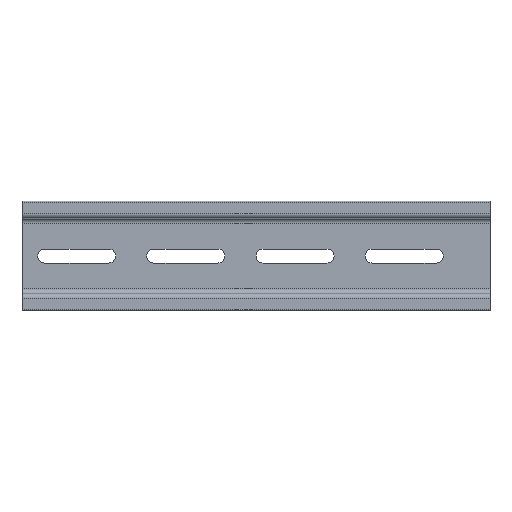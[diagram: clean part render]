
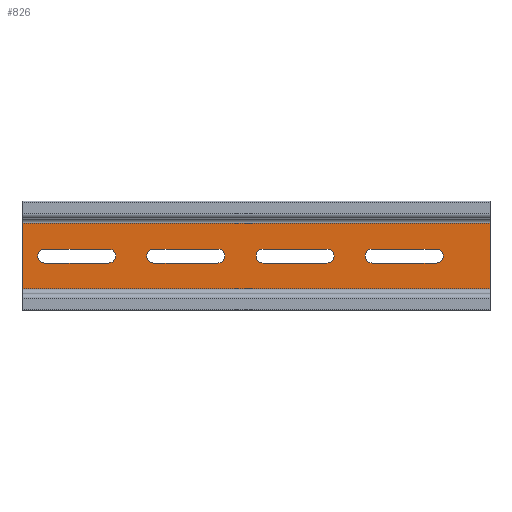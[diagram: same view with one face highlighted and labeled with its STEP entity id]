
A CAD part, top view. The second image highlights one B-rep face of the part: STEP entity #826.
In plain terms, the highlighted planar face has unit normal (0, 0, 1).
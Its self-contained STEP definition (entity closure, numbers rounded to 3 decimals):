
#44=CIRCLE('',#906,2.25);
#45=CIRCLE('',#907,2.25);
#46=CIRCLE('',#908,2.25);
#47=CIRCLE('',#909,2.25);
#48=CIRCLE('',#910,2.25);
#49=CIRCLE('',#911,2.25);
#50=CIRCLE('',#912,2.25);
#51=CIRCLE('',#913,2.25);
#170=ORIENTED_EDGE('',*,*,#391,.F.);
#171=ORIENTED_EDGE('',*,*,#392,.F.);
#172=ORIENTED_EDGE('',*,*,#393,.F.);
#173=ORIENTED_EDGE('',*,*,#394,.F.);
#174=ORIENTED_EDGE('',*,*,#395,.F.);
#175=ORIENTED_EDGE('',*,*,#396,.F.);
#176=ORIENTED_EDGE('',*,*,#397,.F.);
#177=ORIENTED_EDGE('',*,*,#398,.F.);
#178=ORIENTED_EDGE('',*,*,#399,.F.);
#179=ORIENTED_EDGE('',*,*,#400,.F.);
#180=ORIENTED_EDGE('',*,*,#401,.F.);
#181=ORIENTED_EDGE('',*,*,#402,.F.);
#182=ORIENTED_EDGE('',*,*,#403,.F.);
#183=ORIENTED_EDGE('',*,*,#404,.F.);
#184=ORIENTED_EDGE('',*,*,#405,.F.);
#185=ORIENTED_EDGE('',*,*,#406,.F.);
#186=ORIENTED_EDGE('',*,*,#407,.T.);
#187=ORIENTED_EDGE('',*,*,#408,.F.);
#188=ORIENTED_EDGE('',*,*,#409,.F.);
#189=ORIENTED_EDGE('',*,*,#389,.T.);
#389=EDGE_CURVE('',#491,#490,#566,.T.);
#391=EDGE_CURVE('',#492,#493,#567,.T.);
#392=EDGE_CURVE('',#494,#492,#44,.T.);
#393=EDGE_CURVE('',#495,#494,#568,.T.);
#394=EDGE_CURVE('',#493,#495,#45,.T.);
#395=EDGE_CURVE('',#496,#497,#569,.T.);
#396=EDGE_CURVE('',#498,#496,#46,.T.);
#397=EDGE_CURVE('',#499,#498,#570,.T.);
#398=EDGE_CURVE('',#497,#499,#47,.T.);
#399=EDGE_CURVE('',#500,#501,#571,.T.);
#400=EDGE_CURVE('',#502,#500,#48,.T.);
#401=EDGE_CURVE('',#503,#502,#572,.T.);
#402=EDGE_CURVE('',#501,#503,#49,.T.);
#403=EDGE_CURVE('',#504,#505,#573,.T.);
#404=EDGE_CURVE('',#506,#504,#50,.T.);
#405=EDGE_CURVE('',#507,#506,#574,.T.);
#406=EDGE_CURVE('',#505,#507,#51,.T.);
#407=EDGE_CURVE('',#490,#508,#575,.T.);
#408=EDGE_CURVE('',#509,#508,#576,.T.);
#409=EDGE_CURVE('',#491,#509,#577,.T.);
#490=VERTEX_POINT('',#1333);
#491=VERTEX_POINT('',#1335);
#492=VERTEX_POINT('',#1339);
#493=VERTEX_POINT('',#1340);
#494=VERTEX_POINT('',#1342);
#495=VERTEX_POINT('',#1344);
#496=VERTEX_POINT('',#1347);
#497=VERTEX_POINT('',#1348);
#498=VERTEX_POINT('',#1350);
#499=VERTEX_POINT('',#1352);
#500=VERTEX_POINT('',#1355);
#501=VERTEX_POINT('',#1356);
#502=VERTEX_POINT('',#1358);
#503=VERTEX_POINT('',#1360);
#504=VERTEX_POINT('',#1363);
#505=VERTEX_POINT('',#1364);
#506=VERTEX_POINT('',#1366);
#507=VERTEX_POINT('',#1368);
#508=VERTEX_POINT('',#1371);
#509=VERTEX_POINT('',#1373);
#566=LINE('',#1334,#650);
#567=LINE('',#1338,#651);
#568=LINE('',#1343,#652);
#569=LINE('',#1346,#653);
#570=LINE('',#1351,#654);
#571=LINE('',#1354,#655);
#572=LINE('',#1359,#656);
#573=LINE('',#1362,#657);
#574=LINE('',#1367,#658);
#575=LINE('',#1370,#659);
#576=LINE('',#1372,#660);
#577=LINE('',#1374,#661);
#650=VECTOR('',#1079,1000.);
#651=VECTOR('',#1084,1000.);
#652=VECTOR('',#1087,1000.);
#653=VECTOR('',#1090,1000.);
#654=VECTOR('',#1093,1000.);
#655=VECTOR('',#1096,1000.);
#656=VECTOR('',#1099,1000.);
#657=VECTOR('',#1102,1000.);
#658=VECTOR('',#1105,1000.);
#659=VECTOR('',#1108,1000.);
#660=VECTOR('',#1109,1000.);
#661=VECTOR('',#1110,1000.);
#706=EDGE_LOOP('',(#170,#171,#172,#173));
#707=EDGE_LOOP('',(#174,#175,#176,#177));
#708=EDGE_LOOP('',(#178,#179,#180,#181));
#709=EDGE_LOOP('',(#182,#183,#184,#185));
#710=EDGE_LOOP('',(#186,#187,#188,#189));
#756=FACE_BOUND('',#706,.T.);
#757=FACE_BOUND('',#707,.T.);
#758=FACE_BOUND('',#708,.T.);
#759=FACE_BOUND('',#709,.T.);
#760=FACE_BOUND('',#710,.T.);
#794=PLANE('',#905);
#826=ADVANCED_FACE('',(#756,#757,#758,#759,#760),#794,.F.);
#905=AXIS2_PLACEMENT_3D('',#1337,#1082,#1083);
#906=AXIS2_PLACEMENT_3D('',#1341,#1085,#1086);
#907=AXIS2_PLACEMENT_3D('',#1345,#1088,#1089);
#908=AXIS2_PLACEMENT_3D('',#1349,#1091,#1092);
#909=AXIS2_PLACEMENT_3D('',#1353,#1094,#1095);
#910=AXIS2_PLACEMENT_3D('',#1357,#1097,#1098);
#911=AXIS2_PLACEMENT_3D('',#1361,#1100,#1101);
#912=AXIS2_PLACEMENT_3D('',#1365,#1103,#1104);
#913=AXIS2_PLACEMENT_3D('',#1369,#1106,#1107);
#1079=DIRECTION('',(-1.,0.,0.));
#1082=DIRECTION('',(0.,0.,-1.));
#1083=DIRECTION('',(-1.,0.,0.));
#1084=DIRECTION('',(-1.,0.,0.));
#1085=DIRECTION('',(0.,0.,1.));
#1086=DIRECTION('',(1.,0.,0.));
#1087=DIRECTION('',(1.,0.,0.));
#1088=DIRECTION('',(0.,0.,1.));
#1089=DIRECTION('',(1.,0.,0.));
#1090=DIRECTION('',(-1.,0.,0.));
#1091=DIRECTION('',(0.,0.,1.));
#1092=DIRECTION('',(1.,0.,0.));
#1093=DIRECTION('',(1.,0.,0.));
#1094=DIRECTION('',(0.,0.,1.));
#1095=DIRECTION('',(1.,0.,0.));
#1096=DIRECTION('',(-1.,0.,0.));
#1097=DIRECTION('',(0.,0.,1.));
#1098=DIRECTION('',(1.,0.,0.));
#1099=DIRECTION('',(1.,0.,0.));
#1100=DIRECTION('',(0.,0.,1.));
#1101=DIRECTION('',(1.,0.,0.));
#1102=DIRECTION('',(-1.,0.,0.));
#1103=DIRECTION('',(0.,0.,1.));
#1104=DIRECTION('',(1.,0.,0.));
#1105=DIRECTION('',(1.,0.,0.));
#1106=DIRECTION('',(0.,0.,1.));
#1107=DIRECTION('',(1.,0.,0.));
#1108=DIRECTION('',(0.,-1.,0.));
#1109=DIRECTION('',(-1.,0.,0.));
#1110=DIRECTION('',(0.,-1.,0.));
#1333=CARTESIAN_POINT('',(-75.,10.5,1.5));
#1334=CARTESIAN_POINT('',(75.,10.5,1.5));
#1335=CARTESIAN_POINT('',(75.,10.5,1.5));
#1337=CARTESIAN_POINT('',(75.,10.5,1.5));
#1338=CARTESIAN_POINT('',(22.75,2.25,1.5));
#1339=CARTESIAN_POINT('',(22.75,2.25,1.5));
#1340=CARTESIAN_POINT('',(2.25,2.25,1.5));
#1341=CARTESIAN_POINT('',(22.75,0.,1.5));
#1342=CARTESIAN_POINT('',(22.75,-2.25,1.5));
#1343=CARTESIAN_POINT('',(2.25,-2.25,1.5));
#1344=CARTESIAN_POINT('',(2.25,-2.25,1.5));
#1345=CARTESIAN_POINT('',(2.25,0.,1.5));
#1346=CARTESIAN_POINT('',(-12.25,2.25,1.5));
#1347=CARTESIAN_POINT('',(-12.25,2.25,1.5));
#1348=CARTESIAN_POINT('',(-32.75,2.25,1.5));
#1349=CARTESIAN_POINT('',(-12.25,0.,1.5));
#1350=CARTESIAN_POINT('',(-12.25,-2.25,1.5));
#1351=CARTESIAN_POINT('',(-32.75,-2.25,1.5));
#1352=CARTESIAN_POINT('',(-32.75,-2.25,1.5));
#1353=CARTESIAN_POINT('',(-32.75,0.,1.5));
#1354=CARTESIAN_POINT('',(-47.25,2.25,1.5));
#1355=CARTESIAN_POINT('',(-47.25,2.25,1.5));
#1356=CARTESIAN_POINT('',(-67.75,2.25,1.5));
#1357=CARTESIAN_POINT('',(-47.25,0.,1.5));
#1358=CARTESIAN_POINT('',(-47.25,-2.25,1.5));
#1359=CARTESIAN_POINT('',(-67.75,-2.25,1.5));
#1360=CARTESIAN_POINT('',(-67.75,-2.25,1.5));
#1361=CARTESIAN_POINT('',(-67.75,0.,1.5));
#1362=CARTESIAN_POINT('',(57.75,2.25,1.5));
#1363=CARTESIAN_POINT('',(57.75,2.25,1.5));
#1364=CARTESIAN_POINT('',(37.25,2.25,1.5));
#1365=CARTESIAN_POINT('',(57.75,0.,1.5));
#1366=CARTESIAN_POINT('',(57.75,-2.25,1.5));
#1367=CARTESIAN_POINT('',(37.25,-2.25,1.5));
#1368=CARTESIAN_POINT('',(37.25,-2.25,1.5));
#1369=CARTESIAN_POINT('',(37.25,0.,1.5));
#1370=CARTESIAN_POINT('',(-75.,10.5,1.5));
#1371=CARTESIAN_POINT('',(-75.,-10.5,1.5));
#1372=CARTESIAN_POINT('',(75.,-10.5,1.5));
#1373=CARTESIAN_POINT('',(75.,-10.5,1.5));
#1374=CARTESIAN_POINT('',(75.,10.5,1.5));
